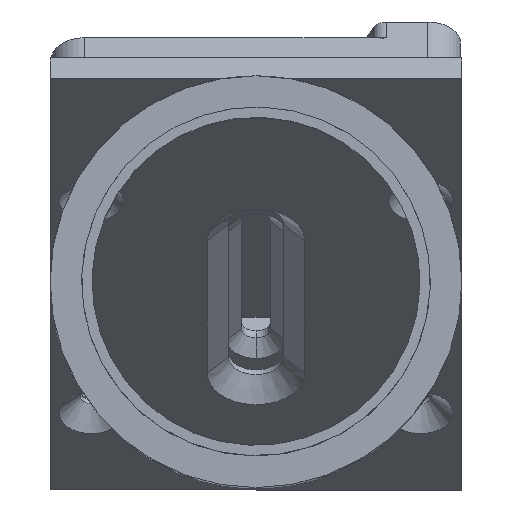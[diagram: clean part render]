
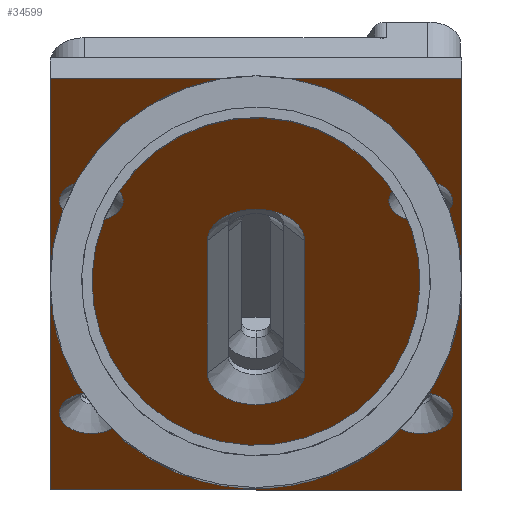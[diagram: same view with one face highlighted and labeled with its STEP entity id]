
A CAD part, top view. The second image highlights one B-rep face of the part: STEP entity #34599.
In plain terms, the highlighted face is planar.
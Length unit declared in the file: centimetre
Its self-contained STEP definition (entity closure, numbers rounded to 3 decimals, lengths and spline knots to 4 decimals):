
#611=VECTOR('',#39695,1.);
#615=VECTOR('',#39700,1.);
#619=VECTOR('',#39718,1.);
#620=VECTOR('',#39719,1.);
#621=VECTOR('',#39720,1.);
#622=VECTOR('',#39721,1.);
#3929=LINE('',#49384,#611);
#3933=LINE('',#49391,#615);
#3937=LINE('',#49405,#619);
#3938=LINE('',#49408,#620);
#3939=LINE('',#49410,#621);
#3940=LINE('',#49412,#622);
#9192=PLANE('',#36562);
#10385=VERTEX_POINT('',#49364);
#10387=VERTEX_POINT('',#49370);
#10389=VERTEX_POINT('',#49374);
#10390=VERTEX_POINT('',#49376);
#10393=VERTEX_POINT('',#49383);
#10394=VERTEX_POINT('',#49388);
#10396=VERTEX_POINT('',#49402);
#10397=VERTEX_POINT('',#49404);
#10398=VERTEX_POINT('',#49406);
#10399=VERTEX_POINT('',#49407);
#10400=VERTEX_POINT('',#49409);
#10401=VERTEX_POINT('',#49411);
#10402=VERTEX_POINT('',#49414);
#10403=VERTEX_POINT('',#49416);
#10404=VERTEX_POINT('',#49418);
#13684=CIRCLE('',#36547,0.155);
#13686=CIRCLE('',#36551,0.155);
#13687=CIRCLE('',#36553,0.71);
#13690=CIRCLE('',#36559,0.71);
#13691=CIRCLE('',#36563,0.465);
#13692=CIRCLE('',#36564,0.465);
#13693=CIRCLE('',#36565,0.155);
#13694=CIRCLE('',#36566,0.465);
#13695=CIRCLE('',#36567,0.465);
#14930=EDGE_CURVE('',#10385,#10385,#13684,.T.);
#14932=EDGE_CURVE('',#10387,#10387,#13686,.T.);
#14934=EDGE_CURVE('',#10389,#10390,#13687,.T.);
#14938=EDGE_CURVE('',#10393,#10389,#3929,.T.);
#14942=EDGE_CURVE('',#10390,#10394,#3933,.T.);
#14944=EDGE_CURVE('',#10394,#10393,#13690,.T.);
#14948=EDGE_CURVE('',#10396,#10396,#13691,.T.);
#14949=EDGE_CURVE('',#10397,#10397,#13692,.T.);
#14950=EDGE_CURVE('',#10398,#10399,#3937,.T.);
#14951=EDGE_CURVE('',#10400,#10398,#3938,.T.);
#14952=EDGE_CURVE('',#10401,#10400,#3939,.T.);
#14953=EDGE_CURVE('',#10399,#10401,#3940,.T.);
#14954=EDGE_CURVE('',#10402,#10402,#13693,.T.);
#14955=EDGE_CURVE('',#10403,#10403,#13694,.T.);
#14956=EDGE_CURVE('',#10404,#10404,#13695,.T.);
#20146=ORIENTED_EDGE('',*,*,#14948,.F.);
#20147=ORIENTED_EDGE('',*,*,#14949,.F.);
#20148=ORIENTED_EDGE('',*,*,#14950,.F.);
#20149=ORIENTED_EDGE('',*,*,#14951,.F.);
#20150=ORIENTED_EDGE('',*,*,#14952,.F.);
#20151=ORIENTED_EDGE('',*,*,#14953,.F.);
#20152=ORIENTED_EDGE('',*,*,#14954,.F.);
#20153=ORIENTED_EDGE('',*,*,#14932,.F.);
#20154=ORIENTED_EDGE('',*,*,#14930,.F.);
#20155=ORIENTED_EDGE('',*,*,#14955,.F.);
#20156=ORIENTED_EDGE('',*,*,#14956,.F.);
#20157=ORIENTED_EDGE('',*,*,#14934,.F.);
#20158=ORIENTED_EDGE('',*,*,#14938,.F.);
#20159=ORIENTED_EDGE('',*,*,#14944,.F.);
#20160=ORIENTED_EDGE('',*,*,#14942,.F.);
#30378=EDGE_LOOP('',(#20146));
#30379=EDGE_LOOP('',(#20147));
#30380=EDGE_LOOP('',(#20148,#20149,#20150,#20151));
#30381=EDGE_LOOP('',(#20152));
#30382=EDGE_LOOP('',(#20153));
#30383=EDGE_LOOP('',(#20154));
#30384=EDGE_LOOP('',(#20155));
#30385=EDGE_LOOP('',(#20156));
#30386=EDGE_LOOP('',(#20157,#20158,#20159,#20160));
#32529=FACE_BOUND('',#30378,.T.);
#32530=FACE_BOUND('',#30379,.T.);
#32531=FACE_BOUND('',#30380,.T.);
#32532=FACE_BOUND('',#30381,.T.);
#32533=FACE_BOUND('',#30382,.T.);
#32534=FACE_BOUND('',#30383,.T.);
#32535=FACE_BOUND('',#30384,.T.);
#32536=FACE_BOUND('',#30385,.T.);
#32537=FACE_BOUND('',#30386,.T.);
#34599=ADVANCED_FACE('',(#32529,#32530,#32531,#32532,#32533,#32534,#32535,
#32536,#32537),#9192,.T.);
#36547=AXIS2_PLACEMENT_3D('',#49363,#39675,#39676);
#36551=AXIS2_PLACEMENT_3D('',#49369,#39683,#39684);
#36553=AXIS2_PLACEMENT_3D('',#49375,#39688,#39689);
#36559=AXIS2_PLACEMENT_3D('',#49394,#39705,#39706);
#36562=AXIS2_PLACEMENT_3D('',#49400,#39713,$);
#36563=AXIS2_PLACEMENT_3D('',#49401,#39714,#39715);
#36564=AXIS2_PLACEMENT_3D('',#49403,#39716,#39717);
#36565=AXIS2_PLACEMENT_3D('',#49413,#39722,#39723);
#36566=AXIS2_PLACEMENT_3D('',#49415,#39724,#39725);
#36567=AXIS2_PLACEMENT_3D('',#49417,#39726,#39727);
#39675=DIRECTION('',(0.,0.,1.));
#39676=DIRECTION('',(0.155,0.,0.));
#39683=DIRECTION('',(0.,0.,1.));
#39684=DIRECTION('',(0.155,0.,0.));
#39688=DIRECTION('',(0.,0.,1.));
#39689=DIRECTION('',(-0.71,0.,0.));
#39695=DIRECTION('',(-1.,0.,0.));
#39700=DIRECTION('',(1.,0.,0.));
#39705=DIRECTION('',(0.,0.,1.));
#39706=DIRECTION('',(0.71,0.,0.));
#39713=DIRECTION('',(0.,0.,1.));
#39714=DIRECTION('',(0.,0.,1.));
#39715=DIRECTION('',(-0.465,0.,0.));
#39716=DIRECTION('',(0.,0.,1.));
#39717=DIRECTION('',(-0.465,0.,0.));
#39718=DIRECTION('',(1.,0.,0.));
#39719=DIRECTION('',(0.,1.,0.));
#39720=DIRECTION('',(-1.,0.,0.));
#39721=DIRECTION('',(0.,-1.,0.));
#39722=DIRECTION('',(0.,0.,1.));
#39723=DIRECTION('',(0.155,0.,0.));
#39724=DIRECTION('',(0.,0.,1.));
#39725=DIRECTION('',(-0.465,0.,0.));
#39726=DIRECTION('',(0.,0.,1.));
#39727=DIRECTION('',(-0.465,0.,0.));
#49363=CARTESIAN_POINT('',(-2.7,-2.2,0.4));
#49364=CARTESIAN_POINT('',(-2.545,-2.2,0.4));
#49369=CARTESIAN_POINT('',(-2.7,2.2,0.4));
#49370=CARTESIAN_POINT('',(-2.545,2.2,0.4));
#49374=CARTESIAN_POINT('',(-0.9414,0.71,0.4));
#49375=CARTESIAN_POINT('',(-0.9414,0.,0.4));
#49376=CARTESIAN_POINT('',(-0.9414,-0.71,0.4));
#49383=CARTESIAN_POINT('',(2.0586,0.71,0.4));
#49384=CARTESIAN_POINT('',(0.3043,0.71,0.4));
#49388=CARTESIAN_POINT('',(2.0586,-0.71,0.4));
#49391=CARTESIAN_POINT('',(0.3043,-0.71,0.4));
#49394=CARTESIAN_POINT('',(2.0586,0.,0.4));
#49400=CARTESIAN_POINT('',(0.05,0.,0.4));
#49401=CARTESIAN_POINT('',(2.9586,-2.4,0.4));
#49402=CARTESIAN_POINT('',(3.4236,-2.4,0.4));
#49403=CARTESIAN_POINT('',(-1.8414,2.4,0.4));
#49404=CARTESIAN_POINT('',(-1.3764,2.4,0.4));
#49405=CARTESIAN_POINT('',(4.7,3.,0.4));
#49406=CARTESIAN_POINT('',(-4.6,3.,0.4));
#49407=CARTESIAN_POINT('',(4.7,3.,0.4));
#49408=CARTESIAN_POINT('',(-4.6,3.,0.4));
#49409=CARTESIAN_POINT('',(-4.6,-3.,0.4));
#49410=CARTESIAN_POINT('',(-4.6,-3.,0.4));
#49411=CARTESIAN_POINT('',(4.7,-3.,0.4));
#49412=CARTESIAN_POINT('',(4.7,-3.,0.4));
#49413=CARTESIAN_POINT('',(4.2,0.,0.4));
#49414=CARTESIAN_POINT('',(4.355,0.,0.4));
#49415=CARTESIAN_POINT('',(-1.8414,-2.4,0.4));
#49416=CARTESIAN_POINT('',(-1.3764,-2.4,0.4));
#49417=CARTESIAN_POINT('',(2.9586,2.4,0.4));
#49418=CARTESIAN_POINT('',(3.4236,2.4,0.4));
